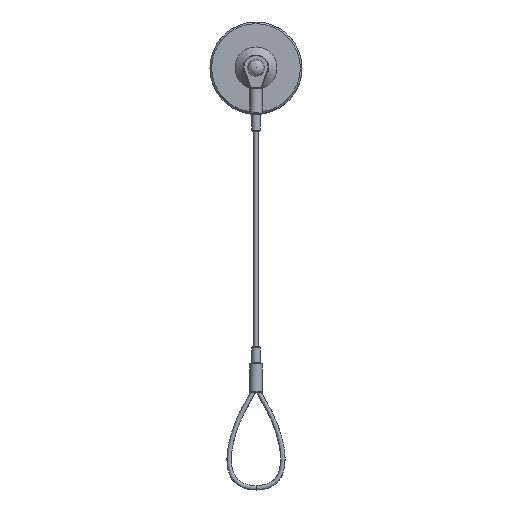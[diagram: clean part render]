
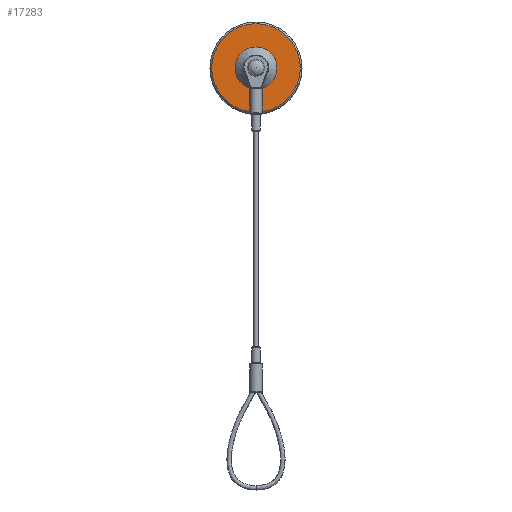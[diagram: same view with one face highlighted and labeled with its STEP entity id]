
A CAD part, top view. The second image highlights one B-rep face of the part: STEP entity #17283.
In plain terms, the highlighted planar face has unit normal (0, 0, 1).
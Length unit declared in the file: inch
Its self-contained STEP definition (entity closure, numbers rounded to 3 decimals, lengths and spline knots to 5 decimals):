
#3246 = EDGE_CURVE ( 'NONE', #15427, #15427, #9825, .T. ) ;
#5044 = FACE_OUTER_BOUND ( 'NONE', #5160, .T. ) ;
#5160 = EDGE_LOOP ( 'NONE', ( #23475 ) ) ;
#6036 = DIRECTION ( 'NONE',  ( 0., 0., 1. ) ) ;
#6783 = EDGE_LOOP ( 'NONE', ( #16150 ) ) ;
#8914 = VERTEX_POINT ( 'NONE', #11414 ) ;
#9825 = CIRCLE ( 'NONE', #11366, 0.315 ) ;
#10385 = EDGE_CURVE ( 'NONE', #8914, #8914, #23770, .T. ) ;
#11131 = DIRECTION ( 'NONE',  ( 0., 0., 1. ) ) ;
#11225 = CARTESIAN_POINT ( 'NONE',  ( 0., 0., -0.14 ) ) ;
#11366 = AXIS2_PLACEMENT_3D ( 'NONE', #18526, #6036, #20595 ) ;
#11414 = CARTESIAN_POINT ( 'NONE',  ( 0.665, 0., -0.14 ) ) ;
#13139 = CARTESIAN_POINT ( 'NONE',  ( 0.315, 0., -0.14 ) ) ;
#13175 = AXIS2_PLACEMENT_3D ( 'NONE', #11225, #25807, #13311 ) ;
#13311 = DIRECTION ( 'NONE',  ( 1., 0., 0. ) ) ;
#15193 = PLANE ( 'NONE',  #22053 ) ;
#15427 = VERTEX_POINT ( 'NONE', #13139 ) ;
#16145 = FACE_BOUND ( 'NONE', #6783, .T. ) ;
#16150 = ORIENTED_EDGE ( 'NONE', *, *, #3246, .F. ) ;
#17283 = ADVANCED_FACE ( 'NONE', ( #5044, #16145 ), #15193, .T. ) ;
#18526 = CARTESIAN_POINT ( 'NONE',  ( 0., 0., -0.14 ) ) ;
#19397 = CARTESIAN_POINT ( 'NONE',  ( -0.315, 0., -0.14 ) ) ;
#20595 = DIRECTION ( 'NONE',  ( 1., 0., 0. ) ) ;
#22053 = AXIS2_PLACEMENT_3D ( 'NONE', #19397, #11131, #25711 ) ;
#23475 = ORIENTED_EDGE ( 'NONE', *, *, #10385, .T. ) ;
#23770 = CIRCLE ( 'NONE', #13175, 0.665 ) ;
#25711 = DIRECTION ( 'NONE',  ( 1., 0., 0. ) ) ;
#25807 = DIRECTION ( 'NONE',  ( 0., 0., 1. ) ) ;
